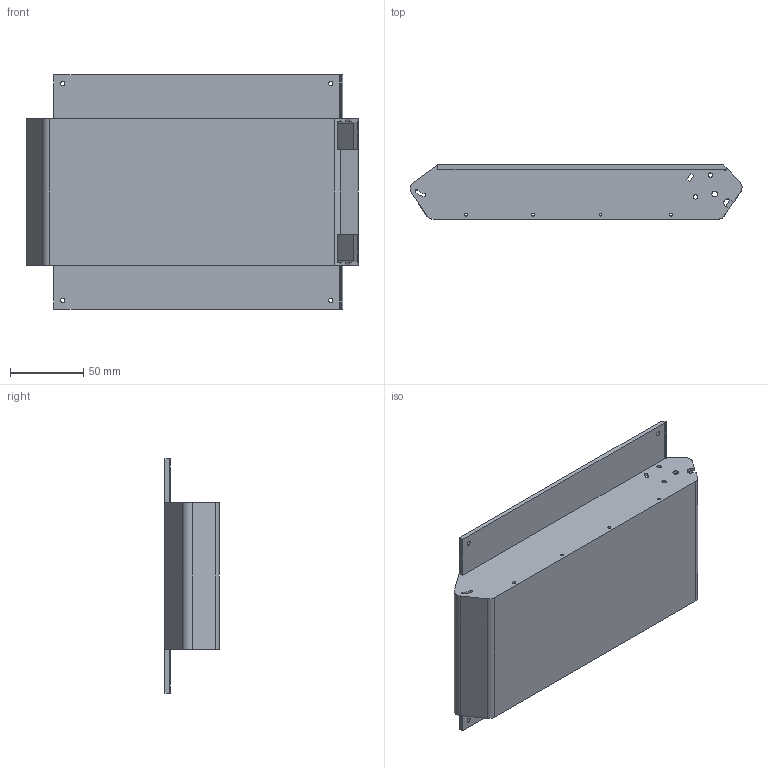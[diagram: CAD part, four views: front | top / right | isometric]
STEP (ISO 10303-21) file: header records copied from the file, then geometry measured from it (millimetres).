
FILE_DESCRIPTION(/* description */ (''),/* implementation_level */ '2;1');
FILE_NAME(/* name */ 'корпус нижняя часть v20.step',/* time_stamp */ '2022-03-13T18:55:06+03:00',/* author */ (''),/* organization */ (''),/* preprocessor_version */ 'ST-DEVELOPER v18.1',/* originating_system */ 'Autodesk Translation Framework v10.13.0.1454',/* authorisation */ '');
FILE_SCHEMA (('AUTOMOTIVE_DESIGN { 1 0 10303 214 3 1 1 }'));
Length unit declared in the file: millimetre
Products named in the file (1): корпус нижняя 
часть
Bounding box: 226.7 x 37 x 160 mm (x, y, z)
Volume: 157383.6 mm3; surface area: 111271 mm2
Topology: 1 solids, 1 shells, 93 faces, 301 edges, 196 vertices
Faces by surface type: plane 63, cylinder 30
Full cylindrical faces by diameter (mm): 2 x4, 3 x8, 4 x2
Entity records: 3432 total; most frequent: ORIENTED_EDGE 602, CARTESIAN_POINT 591, DIRECTION 569, EDGE_CURVE 301, LINE 221, VECTOR 221, VERTEX_POINT 196, AXIS2_PLACEMENT_3D 174
